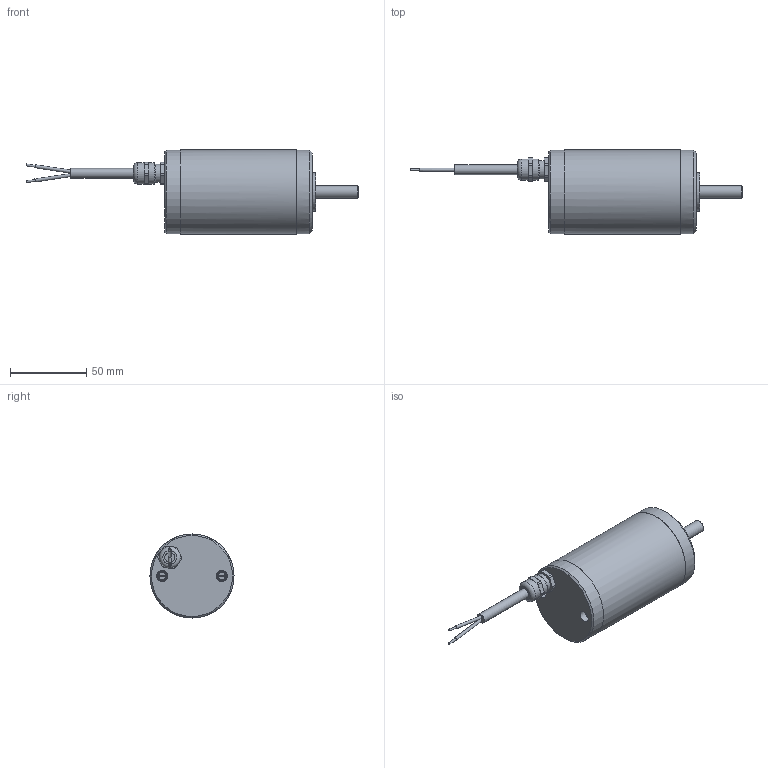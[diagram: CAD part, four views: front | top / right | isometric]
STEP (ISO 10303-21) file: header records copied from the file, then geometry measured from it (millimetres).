
FILE_DESCRIPTION (( 'STEP AP203' ), '1' );
FILE_NAME ('VGM 3125.STEP', '2019-11-21T12:30:20', ( '' ), ( '' ), 'SwSTEP 2.0', 'SolidWorks 2019', '' );
FILE_SCHEMA (( 'CONFIG_CONTROL_DESIGN' ));
Length unit declared in the file: millimetre
Products named in the file (1): VGM 3125
Bounding box: 217.38 x 55 x 55 mm (x, y, z)
Volume: 234978.6 mm3; surface area: 25061.6 mm2
Topology: 1 solids, 1 shells, 96 faces, 212 edges, 140 vertices
Faces by surface type: plane 50, cylinder 34, cone 7, torus 5
Full cylindrical faces by diameter (mm): 1.3 x2, 2 x2, 3.3 x4, 6.4 x3, 7.5 x2, 8 x1, 12 x1, 13.6 x1, 14 x2, 25 x1, 54.994 x1, 55 x1
Entity records: 2568 total; most frequent: CARTESIAN_POINT 504, DIRECTION 433, ORIENTED_EDGE 344, AXIS2_PLACEMENT_3D 184, EDGE_CURVE 172, EDGE_LOOP 147, VERTEX_POINT 129, FACE_OUTER_BOUND 118
